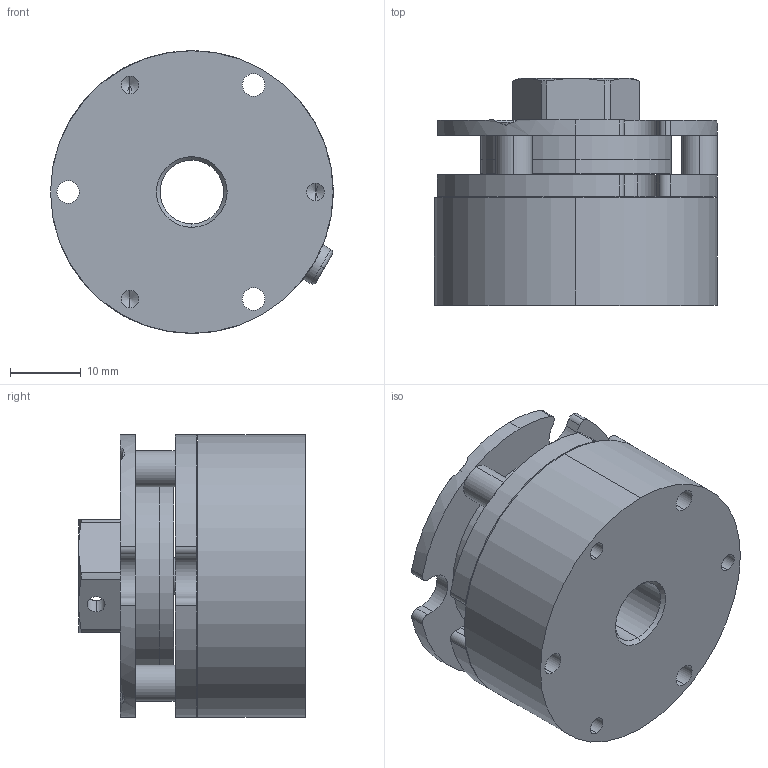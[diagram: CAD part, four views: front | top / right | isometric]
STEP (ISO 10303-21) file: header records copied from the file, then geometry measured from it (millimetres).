
FILE_DESCRIPTION (( 'STEP AP214' ), '1' );
FILE_NAME ('HCTB42M-.50V01NAA 11.STEP', '2019-11-20T04:30:56', ( '' ), ( '' ), 'SwSTEP 2.0', 'SolidWorks 2018', '' );
FILE_SCHEMA (( 'AUTOMOTIVE_DESIGN' ));
Length unit declared in the file: millimetre
Products named in the file (1): HCTB42M-.50V01NAA 11
Bounding box: 40.05 x 32.1 x 40 mm (x, y, z)
Volume: 27035.5 mm3; surface area: 14809.3 mm2
Topology: 12 solids, 12 shells, 288 faces, 713 edges, 443 vertices
Faces by surface type: plane 111, cylinder 104, cone 65, bspline 8
Entity records: 9237 total; most frequent: CARTESIAN_POINT 2009, DIRECTION 1511, ORIENTED_EDGE 1402, EDGE_CURVE 701, AXIS2_PLACEMENT_3D 605, VERTEX_POINT 443, EDGE_LOOP 328, CIRCLE 324
